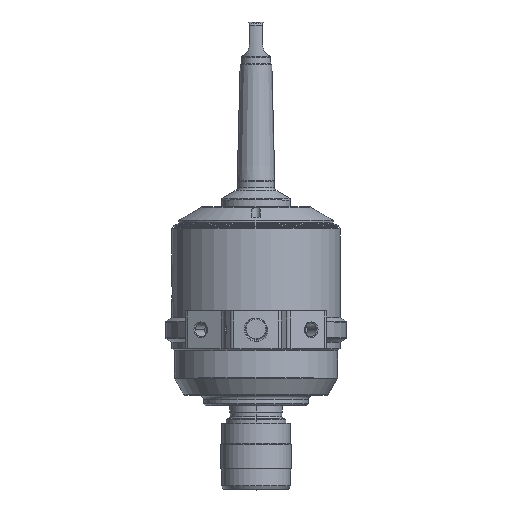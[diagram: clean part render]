
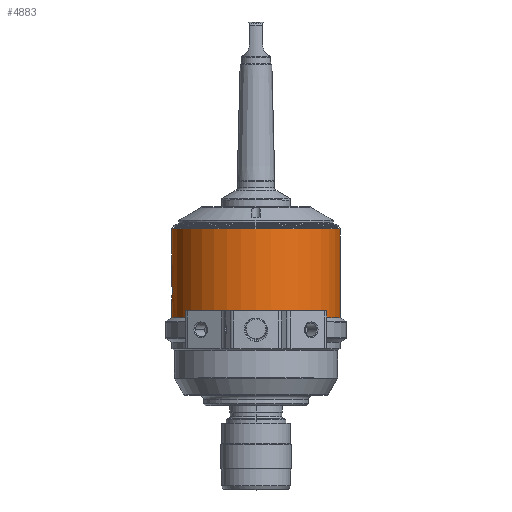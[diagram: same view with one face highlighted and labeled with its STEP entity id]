
A CAD part, top view. The second image highlights one B-rep face of the part: STEP entity #4883.
In plain terms, the highlighted cylindrical face has radius 40 mm (diameter 80 mm), a partial arc.
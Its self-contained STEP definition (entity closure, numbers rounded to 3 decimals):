
#201=CARTESIAN_POINT('',(0.,-16.232,0.));
#202=DIRECTION('',(0.,1.,0.));
#203=DIRECTION('',(-1.,0.,0.));
#204=AXIS2_PLACEMENT_3D('',#201,#202,#203);
#661=DIRECTION('',(0.,-1.,0.));
#662=VECTOR('',#661,9.432);
#663=CARTESIAN_POINT('',(-40.,-6.8,0.));
#664=LINE('',#663,#662);
#665=DIRECTION('',(0.,-1.,0.));
#666=VECTOR('',#665,42.232);
#667=CARTESIAN_POINT('',(40.,26.,0.));
#668=LINE('',#667,#666);
#669=DIRECTION('',(0.,-1.,0.));
#670=VECTOR('',#669,26.2);
#671=CARTESIAN_POINT('',(-40.,26.,0.));
#672=LINE('',#671,#670);
#727=CARTESIAN_POINT('',(-40.,-0.2,0.));
#728=CARTESIAN_POINT('',(-40.,-0.2,0.25));
#729=CARTESIAN_POINT('',(-39.995,-0.255,
0.738));
#730=CARTESIAN_POINT('',(-39.976,-0.501,
1.443));
#731=CARTESIAN_POINT('',(-39.948,-0.898,
2.074));
#732=CARTESIAN_POINT('',(-39.916,-1.426,2.602));
#733=CARTESIAN_POINT('',(-39.888,-2.057,2.999));
#734=CARTESIAN_POINT('',(-39.868,-2.762,3.245));
#735=CARTESIAN_POINT('',(-39.864,-3.25,3.3));
#736=CARTESIAN_POINT('',(-39.864,-3.5,3.3));
#738=CARTESIAN_POINT('',(-39.864,-3.5,3.3));
#739=CARTESIAN_POINT('',(-39.864,-3.751,3.3));
#740=CARTESIAN_POINT('',(-39.868,-4.238,3.244));
#741=CARTESIAN_POINT('',(-39.888,-4.944,2.998));
#742=CARTESIAN_POINT('',(-39.916,-5.575,2.602));
#743=CARTESIAN_POINT('',(-39.948,-6.103,2.074));
#744=CARTESIAN_POINT('',(-39.976,-6.499,1.443));
#745=CARTESIAN_POINT('',(-39.995,-6.745,
0.737));
#746=CARTESIAN_POINT('',(-40.,-6.8,0.25));
#747=CARTESIAN_POINT('',(-40.,-6.8,0.));
#749=CARTESIAN_POINT('',(0.,26.,0.));
#750=DIRECTION('',(0.,-1.,0.));
#751=DIRECTION('',(1.,0.,0.));
#752=AXIS2_PLACEMENT_3D('',#749,#750,#751);
#3664=CARTESIAN_POINT('',(-40.,-16.232,0.));
#3665=CARTESIAN_POINT('',(40.,-16.232,0.));
#3666=VERTEX_POINT('',#3664);
#3667=VERTEX_POINT('',#3665);
#3684=CARTESIAN_POINT('',(-40.,26.,0.));
#3685=CARTESIAN_POINT('',(40.,26.,0.));
#3686=VERTEX_POINT('',#3684);
#3687=VERTEX_POINT('',#3685);
#3734=VERTEX_POINT('',#727);
#3735=VERTEX_POINT('',#736);
#3736=VERTEX_POINT('',#747);
#4868=CARTESIAN_POINT('',(0.,-62.225,0.));
#4869=DIRECTION('',(0.,1.,0.));
#4870=DIRECTION('',(1.,0.,0.));
#4871=AXIS2_PLACEMENT_3D('',#4868,#4869,#4870);
#4872=CYLINDRICAL_SURFACE('',#4871,40.);
#4873=ORIENTED_EDGE('',*,*,#4836,.F.);
#4874=ORIENTED_EDGE('',*,*,#4821,.F.);
#4876=ORIENTED_EDGE('',*,*,#4875,.F.);
#4877=ORIENTED_EDGE('',*,*,#4817,.T.);
#4878=ORIENTED_EDGE('',*,*,#4510,.F.);
#4879=ORIENTED_EDGE('',*,*,#4814,.F.);
#4880=ORIENTED_EDGE('',*,*,#4861,.F.);
#4881=EDGE_LOOP('',(#4873,#4874,#4876,#4877,#4878,#4879,#4880));
#4882=FACE_OUTER_BOUND('',#4881,.F.);
#4883=ADVANCED_FACE('',(#4882),#4872,.T.);
#205=CIRCLE('',#204,40.);
#737=B_SPLINE_CURVE_WITH_KNOTS('',3,(#727,#728,#729,#730,#731,#732,#733,#734,
#735,#736),.UNSPECIFIED.,.F.,.F.,(4,1,1,1,1,1,1,4),(0.,0.143,
0.286,0.429,0.571,0.714,
0.857,1.),.UNSPECIFIED.);
#748=B_SPLINE_CURVE_WITH_KNOTS('',3,(#738,#739,#740,#741,#742,#743,#744,#745,
#746,#747),.UNSPECIFIED.,.F.,.F.,(4,1,1,1,1,1,1,4),(0.,0.143,
0.286,0.429,0.571,0.714,
0.857,1.),.UNSPECIFIED.);
#753=CIRCLE('',#752,40.);
#4510=EDGE_CURVE('',#3666,#3667,#205,.T.);
#4814=EDGE_CURVE('',#3736,#3666,#664,.T.);
#4817=EDGE_CURVE('',#3687,#3667,#668,.T.);
#4821=EDGE_CURVE('',#3686,#3734,#672,.T.);
#4836=EDGE_CURVE('',#3734,#3735,#737,.T.);
#4861=EDGE_CURVE('',#3735,#3736,#748,.T.);
#4875=EDGE_CURVE('',#3687,#3686,#753,.T.);
